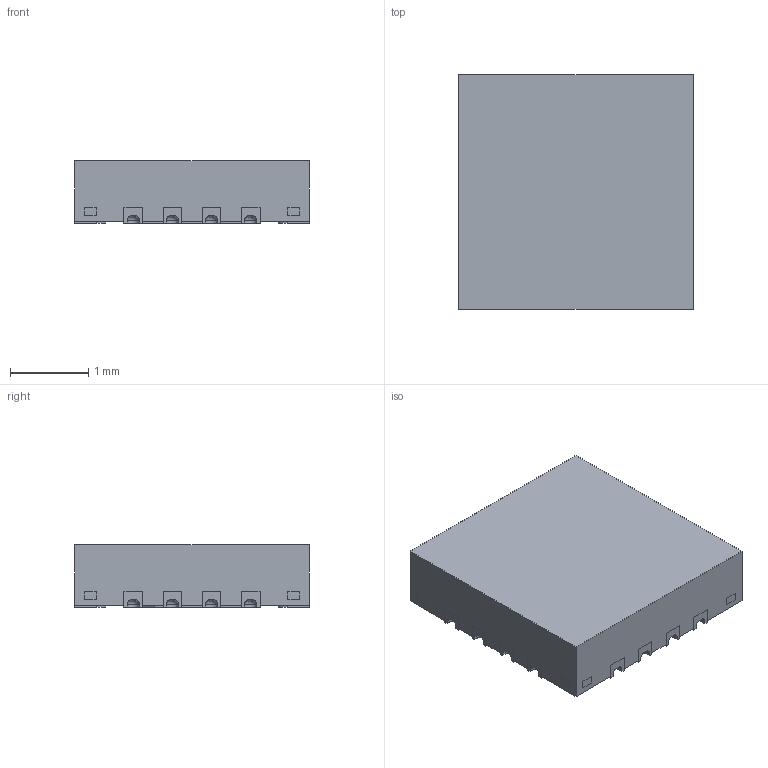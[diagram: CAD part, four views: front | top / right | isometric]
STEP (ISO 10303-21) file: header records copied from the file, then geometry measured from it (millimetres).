
FILE_DESCRIPTION((''),'2;1');
FILE_NAME('RTE0016K_ASM','2019-06-04T07:43:03',('a0412086'),(''),'CREO PARAMETRIC BY PTC INC, 2018020','CREO PARAMETRIC BY PTC INC, 2018020','');
FILE_SCHEMA(('AUTOMOTIVE_DESIGN { 1 0 10303 214 1 1 1 1 }'));
Length unit declared in the file: millimetre
Products named in the file (4): BODY-QFN; FRAME-RTE0016K; PIN1-ID; RTE0016K_ASM
Assembly tree (3 placements, depth 2):
  RTE0016K_ASM
    BODY-QFN
    FRAME-RTE0016K
    PIN1-ID
Bounding box: 3 x 3 x 0.8 mm (x, y, z)
Volume: 7.1 mm3; surface area: 48.7 mm2
Topology: 22 solids, 22 shells, 357 faces, 898 edges, 588 vertices
Faces by surface type: plane 261, cylinder 80, bspline 16
Entity records: 14150 total; most frequent: CARTESIAN_POINT 2289, ORIENTED_EDGE 1796, DIRECTION 1770, PRESENTATION_STYLE_ASSIGNMENT 944, STYLED_ITEM 920, CURVE_STYLE 898, EDGE_CURVE 898, VECTOR 722
